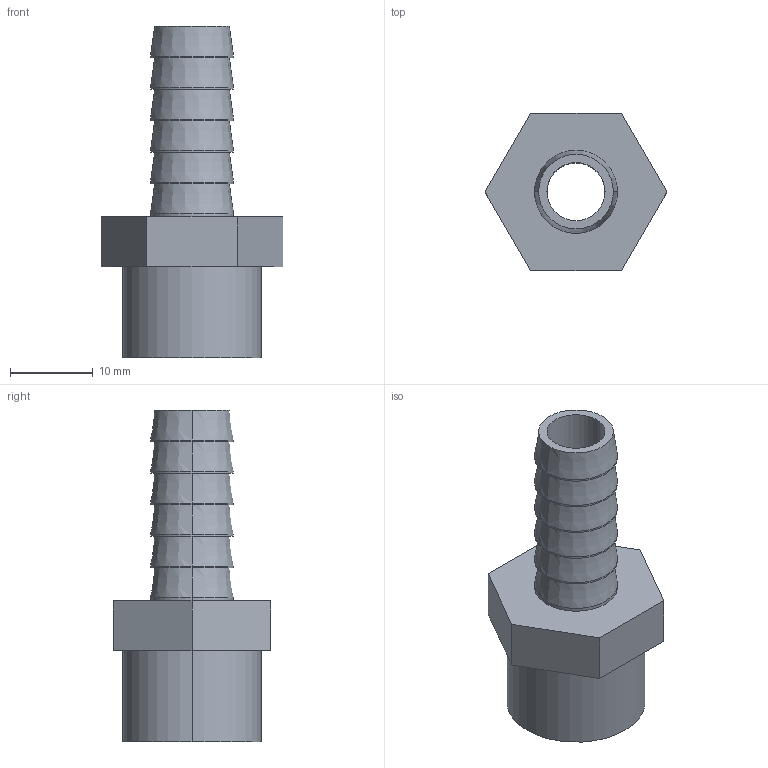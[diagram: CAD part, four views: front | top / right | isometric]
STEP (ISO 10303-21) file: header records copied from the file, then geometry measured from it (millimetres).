
FILE_DESCRIPTION(('Creo Elements/Direct Modeling STEP Export'),'2;1');
FILE_NAME('44.0366.9_Schlauchtülle_G3-8-Zoll-Schlauch-NW9.stp','2022-03-21T 9:03:09',(''),(''),'PTC Creo Elements/Direct Modeling STEP processor for AP214 (Solid Model)','PTC Creo Elements/Direct Modeling 19.0C 15-Aug-2015 (C) Parametric Technology GmbH','');
FILE_SCHEMA(('AUTOMOTIVE_DESIGN { 1 0 10303 214 1 1 1 1 }'));
Length unit declared in the file: millimetre
Products named in the file (1): Schlauchtülle_G38-Schlauch-NW9_44.0366.9_PX175624
Bounding box: 21.94 x 19 x 40 mm (x, y, z)
Volume: 4377.3 mm3; surface area: 3153.2 mm2
Topology: 1 solids, 1 shells, 43 faces, 90 edges, 56 vertices
Faces by surface type: cylinder 16, plane 15, cone 12
Entity records: 1084 total; most frequent: ORIENTED_EDGE 180, DIRECTION 178, CARTESIAN_POINT 168, EDGE_CURVE 90, AXIS2_PLACEMENT_3D 66, VERTEX_POINT 56, EDGE_LOOP 52, VECTOR 46
